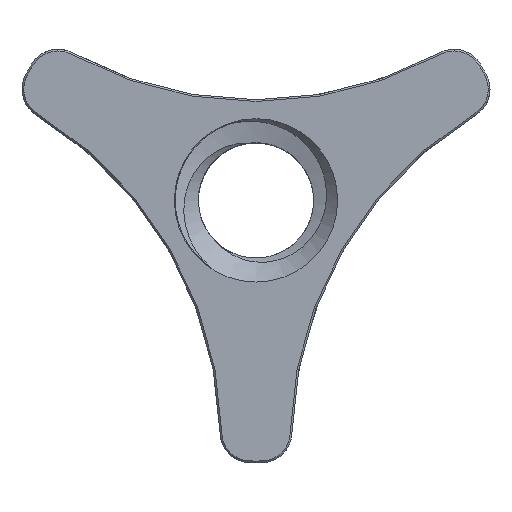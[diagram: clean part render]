
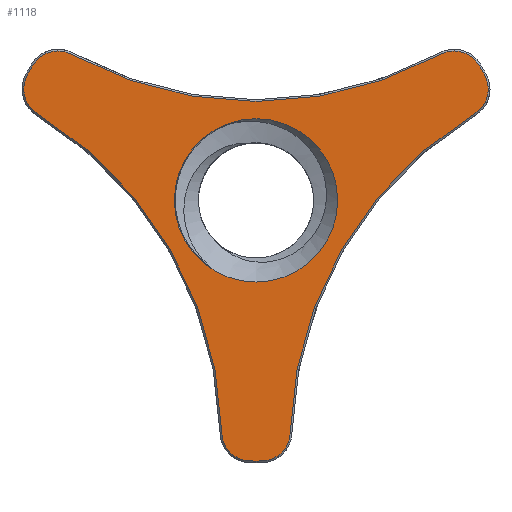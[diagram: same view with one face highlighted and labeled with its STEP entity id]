
A CAD part, top view. The second image highlights one B-rep face of the part: STEP entity #1118.
In plain terms, the highlighted planar face has unit normal (0, 0, 1).
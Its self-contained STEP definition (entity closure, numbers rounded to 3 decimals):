
#19=FACE_BOUND('',#167,.T.);
#21=PLANE('',#1232);
#97=FACE_OUTER_BOUND('',#166,.T.);
#166=EDGE_LOOP('',(#871,#872,#873,#874,#875,#876,#877,#878,#879,#880,#881,
#882));
#167=EDGE_LOOP('',(#883));
#208=CIRCLE('',#1185,18.675);
#210=CIRCLE('',#1190,87.9);
#213=CIRCLE('',#1194,6.6);
#214=CIRCLE('',#1196,59.6);
#217=CIRCLE('',#1200,6.6);
#218=CIRCLE('',#1202,87.9);
#221=CIRCLE('',#1206,6.6);
#222=CIRCLE('',#1208,59.6);
#225=CIRCLE('',#1212,6.6);
#226=CIRCLE('',#1214,87.9);
#229=CIRCLE('',#1218,6.6);
#230=CIRCLE('',#1220,59.6);
#233=CIRCLE('',#1224,6.6);
#464=VERTEX_POINT('',#2029);
#469=VERTEX_POINT('',#3324);
#470=VERTEX_POINT('',#3326);
#473=VERTEX_POINT('',#3334);
#475=VERTEX_POINT('',#3339);
#477=VERTEX_POINT('',#3346);
#479=VERTEX_POINT('',#3351);
#481=VERTEX_POINT('',#3358);
#483=VERTEX_POINT('',#3363);
#485=VERTEX_POINT('',#3370);
#487=VERTEX_POINT('',#3375);
#489=VERTEX_POINT('',#3382);
#491=VERTEX_POINT('',#3387);
#577=EDGE_CURVE('',#464,#464,#208,.T.);
#591=EDGE_CURVE('',#469,#470,#210,.T.);
#596=EDGE_CURVE('',#473,#469,#213,.T.);
#598=EDGE_CURVE('',#475,#473,#214,.T.);
#602=EDGE_CURVE('',#477,#475,#217,.T.);
#604=EDGE_CURVE('',#479,#477,#218,.T.);
#608=EDGE_CURVE('',#481,#479,#221,.T.);
#610=EDGE_CURVE('',#483,#481,#222,.T.);
#614=EDGE_CURVE('',#485,#483,#225,.T.);
#616=EDGE_CURVE('',#487,#485,#226,.T.);
#620=EDGE_CURVE('',#489,#487,#229,.T.);
#622=EDGE_CURVE('',#491,#489,#230,.T.);
#625=EDGE_CURVE('',#470,#491,#233,.T.);
#871=ORIENTED_EDGE('',*,*,#591,.F.);
#872=ORIENTED_EDGE('',*,*,#596,.F.);
#873=ORIENTED_EDGE('',*,*,#598,.F.);
#874=ORIENTED_EDGE('',*,*,#602,.F.);
#875=ORIENTED_EDGE('',*,*,#604,.F.);
#876=ORIENTED_EDGE('',*,*,#608,.F.);
#877=ORIENTED_EDGE('',*,*,#610,.F.);
#878=ORIENTED_EDGE('',*,*,#614,.F.);
#879=ORIENTED_EDGE('',*,*,#616,.F.);
#880=ORIENTED_EDGE('',*,*,#620,.F.);
#881=ORIENTED_EDGE('',*,*,#622,.F.);
#882=ORIENTED_EDGE('',*,*,#625,.F.);
#883=ORIENTED_EDGE('',*,*,#577,.T.);
#1118=ADVANCED_FACE('',(#97,#19),#21,.T.);
#1185=AXIS2_PLACEMENT_3D('',#2030,#1308,#1309);
#1190=AXIS2_PLACEMENT_3D('',#3327,#1321,#1322);
#1194=AXIS2_PLACEMENT_3D('',#3336,#1331,#1332);
#1196=AXIS2_PLACEMENT_3D('',#3341,#1336,#1337);
#1200=AXIS2_PLACEMENT_3D('',#3348,#1345,#1346);
#1202=AXIS2_PLACEMENT_3D('',#3353,#1350,#1351);
#1206=AXIS2_PLACEMENT_3D('',#3360,#1359,#1360);
#1208=AXIS2_PLACEMENT_3D('',#3365,#1364,#1365);
#1212=AXIS2_PLACEMENT_3D('',#3372,#1373,#1374);
#1214=AXIS2_PLACEMENT_3D('',#3377,#1378,#1379);
#1218=AXIS2_PLACEMENT_3D('',#3384,#1387,#1388);
#1220=AXIS2_PLACEMENT_3D('',#3389,#1392,#1393);
#1224=AXIS2_PLACEMENT_3D('',#3393,#1400,#1401);
#1232=AXIS2_PLACEMENT_3D('',#3484,#1423,#1424);
#1308=DIRECTION('center_axis',(0.,0.,-1.));
#1309=DIRECTION('ref_axis',(0.,1.,0.));
#1321=DIRECTION('center_axis',(0.,0.,1.));
#1322=DIRECTION('ref_axis',(1.,0.,0.));
#1331=DIRECTION('center_axis',(0.,0.,-1.));
#1332=DIRECTION('ref_axis',(-0.707,-0.707,0.));
#1336=DIRECTION('center_axis',(0.,0.,-1.));
#1337=DIRECTION('ref_axis',(0.,-1.,0.));
#1345=DIRECTION('center_axis',(0.,0.,-1.));
#1346=DIRECTION('ref_axis',(0.707,-0.707,0.));
#1350=DIRECTION('center_axis',(0.,0.,1.));
#1351=DIRECTION('ref_axis',(-1.,0.,0.));
#1359=DIRECTION('center_axis',(0.,0.,-1.));
#1360=DIRECTION('ref_axis',(0.966,-0.258,0.));
#1364=DIRECTION('center_axis',(0.,0.,-1.));
#1365=DIRECTION('ref_axis',(0.,1.,0.));
#1373=DIRECTION('center_axis',(0.,0.,-1.));
#1374=DIRECTION('ref_axis',(0.259,0.966,0.));
#1378=DIRECTION('center_axis',(0.,0.,1.));
#1379=DIRECTION('ref_axis',(-1.,0.,0.));
#1387=DIRECTION('center_axis',(0.,0.,-1.));
#1388=DIRECTION('ref_axis',(-0.259,0.966,0.));
#1392=DIRECTION('center_axis',(0.,0.,-1.));
#1393=DIRECTION('ref_axis',(0.,1.,0.));
#1400=DIRECTION('center_axis',(0.,0.,-1.));
#1401=DIRECTION('ref_axis',(-0.966,-0.258,0.));
#1423=DIRECTION('center_axis',(0.,0.,1.));
#1424=DIRECTION('ref_axis',(1.,0.,0.));
#2029=CARTESIAN_POINT('',(0.,-18.675,43.68));
#2030=CARTESIAN_POINT('Origin',(0.,0.,43.68));
#3324=CARTESIAN_POINT('',(-7.821,-53.144,43.68));
#3326=CARTESIAN_POINT('',(-49.935,19.799,43.68));
#3327=CARTESIAN_POINT('Origin',(-95.696,-55.25,43.68));
#3334=CARTESIAN_POINT('',(-1.375,-59.584,43.68));
#3336=CARTESIAN_POINT('Origin',(-1.223,-52.986,43.68));
#3339=CARTESIAN_POINT('',(1.375,-59.584,43.68));
#3341=CARTESIAN_POINT('Origin',(0.,0.,43.68));
#3346=CARTESIAN_POINT('',(7.821,-53.144,43.68));
#3348=CARTESIAN_POINT('Origin',(1.223,-52.986,43.68));
#3351=CARTESIAN_POINT('',(49.935,19.799,43.68));
#3353=CARTESIAN_POINT('Origin',(95.696,-55.25,43.68));
#3358=CARTESIAN_POINT('',(52.289,28.601,43.68));
#3360=CARTESIAN_POINT('Origin',(46.499,25.434,43.68));
#3363=CARTESIAN_POINT('',(50.914,30.983,43.68));
#3365=CARTESIAN_POINT('Origin',(0.,0.,43.68));
#3370=CARTESIAN_POINT('',(42.114,33.345,43.68));
#3372=CARTESIAN_POINT('Origin',(45.276,27.552,43.68));
#3375=CARTESIAN_POINT('',(-42.114,33.345,43.68));
#3377=CARTESIAN_POINT('Origin',(0.,110.5,43.68));
#3382=CARTESIAN_POINT('',(-50.914,30.983,43.68));
#3384=CARTESIAN_POINT('Origin',(-45.276,27.552,43.68));
#3387=CARTESIAN_POINT('',(-52.289,28.601,43.68));
#3389=CARTESIAN_POINT('Origin',(0.,0.,43.68));
#3393=CARTESIAN_POINT('Origin',(-46.499,25.434,43.68));
#3484=CARTESIAN_POINT('Origin',(0.,-13.,43.68));
